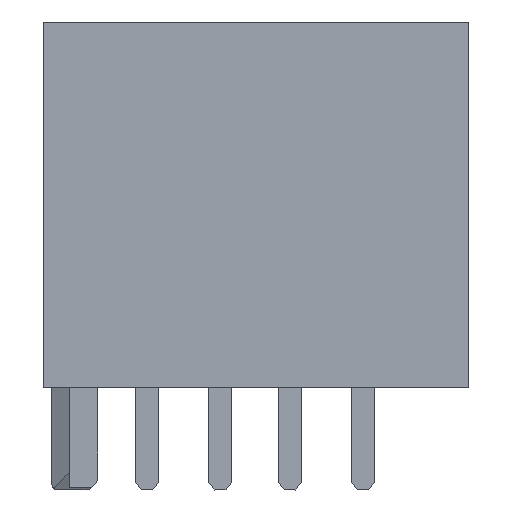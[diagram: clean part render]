
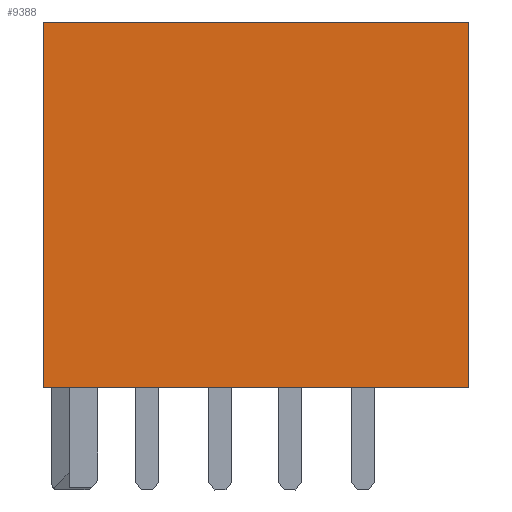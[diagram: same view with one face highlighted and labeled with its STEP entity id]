
A CAD part, left-side view. The second image highlights one B-rep face of the part: STEP entity #9388.
In plain terms, the highlighted face is planar.
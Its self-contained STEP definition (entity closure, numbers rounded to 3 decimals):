
#927=ORIENTED_EDGE('',*,*,#3563,.F.);
#928=ORIENTED_EDGE('',*,*,#3408,.F.);
#929=ORIENTED_EDGE('',*,*,#3564,.F.);
#930=ORIENTED_EDGE('',*,*,#3565,.F.);
#3408=EDGE_CURVE('',#4728,#4729,#5686,.T.);
#3563=EDGE_CURVE('',#4729,#4837,#5841,.T.);
#3564=EDGE_CURVE('',#4838,#4728,#5842,.T.);
#3565=EDGE_CURVE('',#4837,#4838,#5843,.T.);
#4728=VERTEX_POINT('',#13732);
#4729=VERTEX_POINT('',#13734);
#4837=VERTEX_POINT('',#14028);
#4838=VERTEX_POINT('',#14030);
#5686=LINE('',#13733,#7025);
#5841=LINE('',#14027,#7180);
#5842=LINE('',#14029,#7181);
#5843=LINE('',#14031,#7182);
#7025=VECTOR('',#10952,1000.);
#7180=VECTOR('',#11169,1000.);
#7181=VECTOR('',#11170,1000.);
#7182=VECTOR('',#11171,1000.);
#7961=EDGE_LOOP('',(#927,#928,#929,#930));
#8457=FACE_BOUND('',#7961,.T.);
#8939=PLANE('',#9897);
#9388=ADVANCED_FACE('',(#8457),#8939,.F.);
#9897=AXIS2_PLACEMENT_3D('',#14026,#11167,#11168);
#10952=DIRECTION('',(1.,0.,0.));
#11167=DIRECTION('',(0.,1.,0.));
#11168=DIRECTION('',(0.,0.,1.));
#11169=DIRECTION('',(0.,0.,-1.));
#11170=DIRECTION('',(0.,0.,1.));
#11171=DIRECTION('',(-1.,0.,0.));
#13732=CARTESIAN_POINT('',(-7.45,0.,6.4));
#13733=CARTESIAN_POINT('',(-7.45,0.,6.4));
#13734=CARTESIAN_POINT('',(7.45,0.,6.4));
#14026=CARTESIAN_POINT('',(0.,0.,0.));
#14027=CARTESIAN_POINT('',(7.45,0.,6.4));
#14028=CARTESIAN_POINT('',(7.45,0.,-6.4));
#14029=CARTESIAN_POINT('',(-7.45,0.,-6.4));
#14030=CARTESIAN_POINT('',(-7.45,0.,-6.4));
#14031=CARTESIAN_POINT('',(7.45,0.,-6.4));
